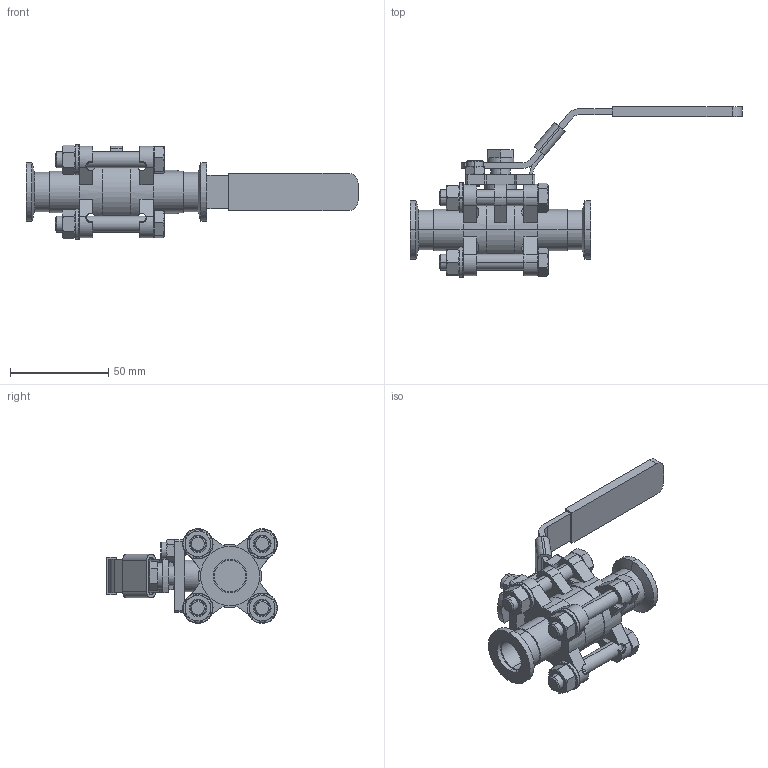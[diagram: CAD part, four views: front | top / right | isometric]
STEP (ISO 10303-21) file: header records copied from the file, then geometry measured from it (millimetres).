
FILE_DESCRIPTION (( 'STEP AP203' ), '1' );
FILE_NAME ('3201093101131.STEP', '2013-03-08T02:14:35', ( 'admin' ), ( '' ), 'SwSTEP 2.0', 'SolidWorks 2010', '' );
FILE_SCHEMA (( 'CONFIG_CONTROL_DESIGN' ));
Length unit declared in the file: millimetre
Products named in the file (1): 3201093101131
Bounding box: 169 x 86.86 x 48.14 mm (x, y, z)
Volume: 86947.3 mm3; surface area: 43770 mm2
Topology: 16 solids, 16 shells, 613 faces, 1502 edges, 939 vertices
Faces by surface type: plane 282, cone 149, cylinder 142, bspline 40
Entity records: 21411 total; most frequent: CARTESIAN_POINT 7296, ORIENTED_EDGE 3004, DIRECTION 2815, EDGE_CURVE 1502, AXIS2_PLACEMENT_3D 1063, VERTEX_POINT 939, LINE 689, VECTOR 689
